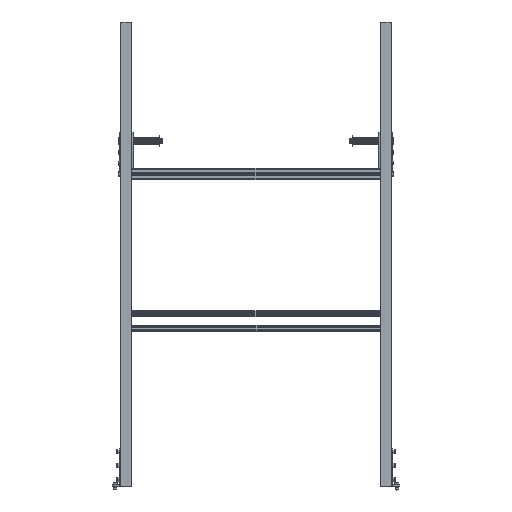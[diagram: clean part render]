
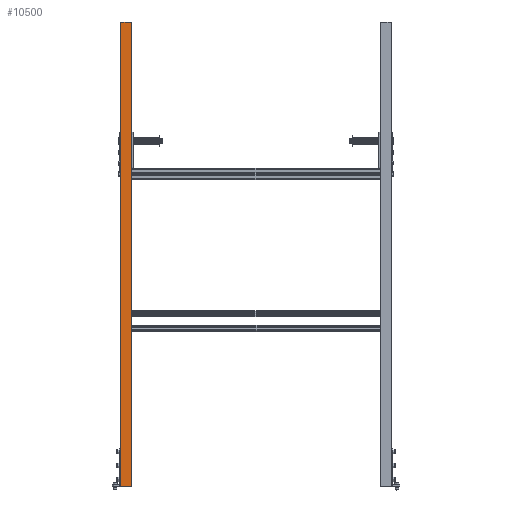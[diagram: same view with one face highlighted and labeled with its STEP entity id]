
A CAD part, top view. The second image highlights one B-rep face of the part: STEP entity #10500.
In plain terms, the highlighted face is planar.
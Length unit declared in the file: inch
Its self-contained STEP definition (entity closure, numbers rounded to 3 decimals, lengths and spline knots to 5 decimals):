
#311 = ORIENTED_EDGE ( 'NONE', *, *, #8246, .T. ) ;
#858 = ORIENTED_EDGE ( 'NONE', *, *, #13191, .F. ) ;
#1119 = DIRECTION ( 'NONE',  ( 0., 0., -1. ) ) ;
#1142 = LINE ( 'NONE', #12762, #12584 ) ;
#1967 = DIRECTION ( 'NONE',  ( 0., 0., -1. ) ) ;
#2547 = EDGE_CURVE ( 'NONE', #13063, #6546, #1142, .T. ) ;
#3285 = LINE ( 'NONE', #13843, #8593 ) ;
#4044 = DIRECTION ( 'NONE',  ( 0., 0., -1. ) ) ;
#4071 = DIRECTION ( 'NONE',  ( 0., -1., 0. ) ) ;
#5004 = DIRECTION ( 'NONE',  ( -1., 0., 0. ) ) ;
#5557 = VECTOR ( 'NONE', #4044, 39.37008 ) ;
#6546 = VERTEX_POINT ( 'NONE', #8057 ) ;
#7493 = VECTOR ( 'NONE', #5004, 39.37008 ) ;
#7745 = VERTEX_POINT ( 'NONE', #12582 ) ;
#7939 = LINE ( 'NONE', #8099, #5557 ) ;
#8057 = CARTESIAN_POINT ( 'NONE',  ( 0.01, 1., 42. ) ) ;
#8099 = CARTESIAN_POINT ( 'NONE',  ( 0.99, 1., 42. ) ) ;
#8246 = EDGE_CURVE ( 'NONE', #13063, #7745, #7939, .T. ) ;
#8593 = VECTOR ( 'NONE', #1967, 39.37008 ) ;
#9364 = VERTEX_POINT ( 'NONE', #14900 ) ;
#9760 = AXIS2_PLACEMENT_3D ( 'NONE', #15948, #4071, #1119 ) ;
#10222 = EDGE_LOOP ( 'NONE', ( #15178, #858, #10439, #311 ) ) ;
#10439 = ORIENTED_EDGE ( 'NONE', *, *, #2547, .F. ) ;
#10500 = ADVANCED_FACE ( 'NONE', ( #12989 ), #13162, .F. ) ;
#11857 = LINE ( 'NONE', #17045, #7493 ) ;
#12582 = CARTESIAN_POINT ( 'NONE',  ( 0.99, 1., 0. ) ) ;
#12584 = VECTOR ( 'NONE', #16739, 39.37008 ) ;
#12762 = CARTESIAN_POINT ( 'NONE',  ( 0.01, 1., 42. ) ) ;
#12842 = EDGE_CURVE ( 'NONE', #7745, #9364, #11857, .T. ) ;
#12989 = FACE_OUTER_BOUND ( 'NONE', #10222, .T. ) ;
#13063 = VERTEX_POINT ( 'NONE', #16601 ) ;
#13162 = PLANE ( 'NONE',  #9760 ) ;
#13191 = EDGE_CURVE ( 'NONE', #6546, #9364, #3285, .T. ) ;
#13843 = CARTESIAN_POINT ( 'NONE',  ( 0.01, 1., 42. ) ) ;
#14900 = CARTESIAN_POINT ( 'NONE',  ( 0.01, 1., 0. ) ) ;
#15178 = ORIENTED_EDGE ( 'NONE', *, *, #12842, .T. ) ;
#15948 = CARTESIAN_POINT ( 'NONE',  ( 0.01, 1., 42. ) ) ;
#16601 = CARTESIAN_POINT ( 'NONE',  ( 0.99, 1., 42. ) ) ;
#16739 = DIRECTION ( 'NONE',  ( -1., 0., 0. ) ) ;
#17045 = CARTESIAN_POINT ( 'NONE',  ( 0.01, 1., 0. ) ) ;
